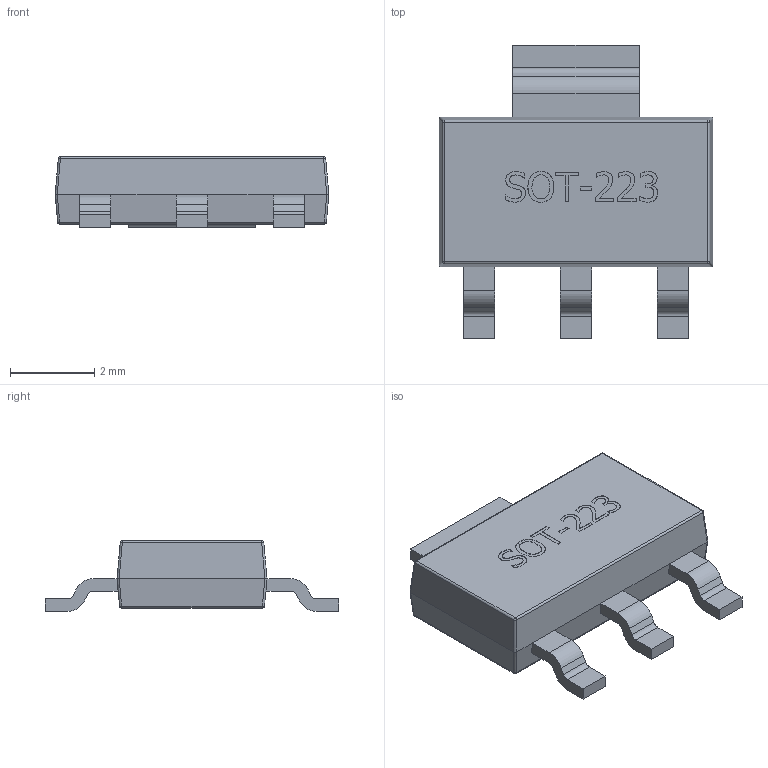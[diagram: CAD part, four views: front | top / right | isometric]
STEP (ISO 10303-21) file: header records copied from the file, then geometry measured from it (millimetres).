
FILE_DESCRIPTION(('FreeCAD Model'),'2;1');
FILE_NAME('User Library-SOT-223-3.step', '2017-06-13T21:12:23',('kicad StepUp'),('ksu MCAD'), 'Open CASCADE STEP processor 6.8','FreeCAD','Unknown');
FILE_SCHEMA(('AUTOMOTIVE_DESIGN_CC2 { 1 2 10303 214 -1 1 5 4 }'));
Length unit declared in the file: millimetre
Products named in the file (2): ASSEMBLY; User_Library-SOT-223-3
Assembly tree (1 placements, depth 2):
  ASSEMBLY
    User_Library-SOT-223-3
Bounding box: 6.5 x 6.96 x 1.68 mm (x, y, z)
Volume: 38.9 mm3; surface area: 99.5 mm2
Topology: 1 solids, 1 shells, 201 faces, 533 edges, 342 vertices
Faces by surface type: plane 90, bspline 79, cylinder 32
Entity records: 8056 total; most frequent: CARTESIAN_POINT 2133, ORIENTED_EDGE 1066, DIRECTION 691, EDGE_CURVE 533, VERTEX_POINT 342, LINE 331, VECTOR 331, FACE_BOUND 209
